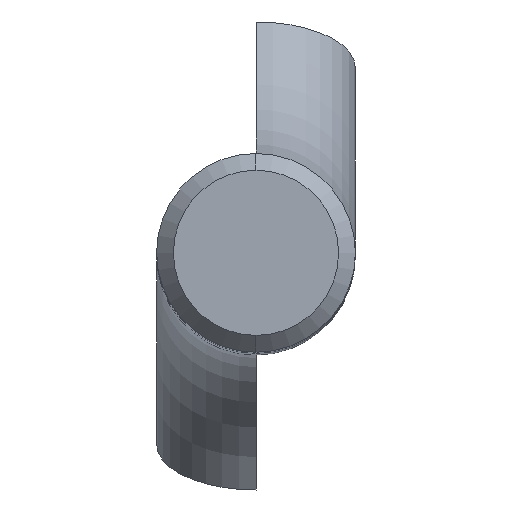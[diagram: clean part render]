
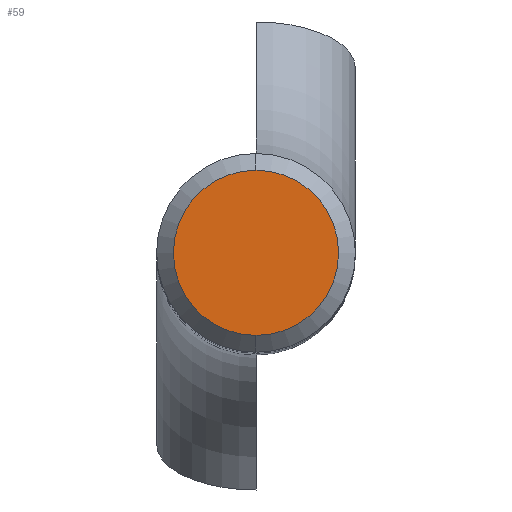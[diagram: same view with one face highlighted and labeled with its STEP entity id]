
A CAD part, top view. The second image highlights one B-rep face of the part: STEP entity #59.
In plain terms, the highlighted planar face has unit normal (0, 0, 1).
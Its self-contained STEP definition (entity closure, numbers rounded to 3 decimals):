
#59=ADVANCED_FACE('',(#90),#91,.T.);
#90=FACE_OUTER_BOUND('',#123,.T.);
#91=PLANE('',#124);
#123=EDGE_LOOP('',(#218,#219));
#124=AXIS2_PLACEMENT_3D('',#220,#221,#222);
#218=ORIENTED_EDGE('',*,*,#242,.F.);
#219=ORIENTED_EDGE('',*,*,#265,.F.);
#220=CARTESIAN_POINT('',(0.0,1.662,0.0));
#221=DIRECTION('',(0.,0.0,1.0));
#222=DIRECTION('',(0.0,-1.0,0.0));
#242=EDGE_CURVE('',#275,#277,#278,.T.);
#265=EDGE_CURVE('',#277,#275,#312,.T.);
#275=VERTEX_POINT('',#324);
#277=VERTEX_POINT('',#327);
#278=CIRCLE('',#328,3.323);
#312=CIRCLE('',#369,3.323);
#324=CARTESIAN_POINT('',(0.0,3.323,0.0));
#327=CARTESIAN_POINT('',(0.,-3.323,0.));
#328=AXIS2_PLACEMENT_3D('',#380,#381,#382);
#369=AXIS2_PLACEMENT_3D('',#435,#436,#437);
#380=CARTESIAN_POINT('',(0.0,0.0,0.0));
#381=DIRECTION('',(0.,0.0,-1.0));
#382=DIRECTION('',(0.0,1.0,0.0));
#435=CARTESIAN_POINT('',(0.0,0.0,0.0));
#436=DIRECTION('',(0.,0.0,-1.0));
#437=DIRECTION('',(0.0,1.0,0.0));
